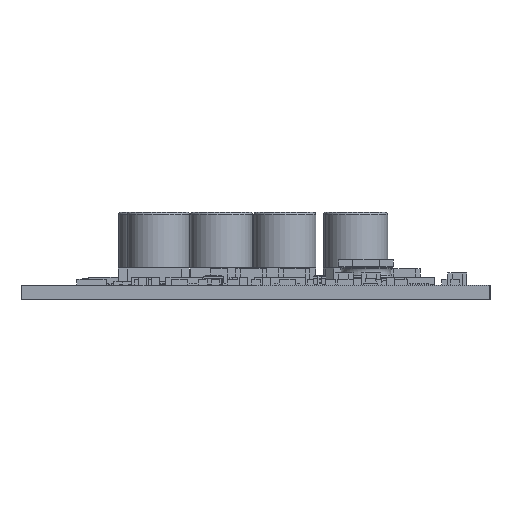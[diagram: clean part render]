
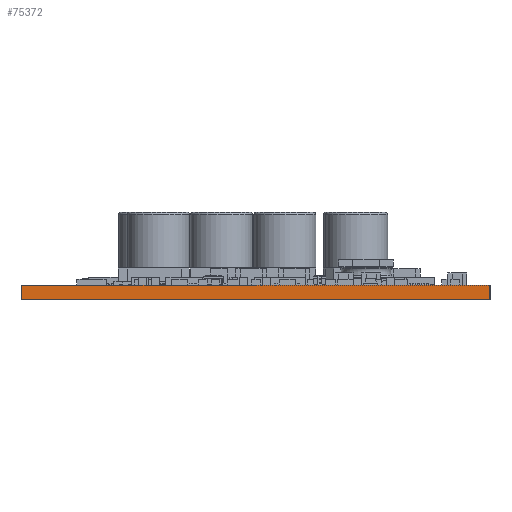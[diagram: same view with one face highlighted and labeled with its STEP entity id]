
A CAD part, left-side view. The second image highlights one B-rep face of the part: STEP entity #75372.
In plain terms, the highlighted planar face has unit normal (-1, 0, 0).
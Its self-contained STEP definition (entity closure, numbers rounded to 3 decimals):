
#2346 = EDGE_CURVE ( 'NONE', #12617, #50278, #140817, .T. ) ;
#8679 = AXIS2_PLACEMENT_3D ( 'NONE', #32835, #146218, #22381 ) ;
#9019 = VECTOR ( 'NONE', #101890, 1000. ) ;
#10901 = CARTESIAN_POINT ( 'NONE',  ( 0., 51.308, 1.575 ) ) ;
#12617 = VERTEX_POINT ( 'NONE', #109035 ) ;
#12676 = ORIENTED_EDGE ( 'NONE', *, *, #112196, .T. ) ;
#13953 = VERTEX_POINT ( 'NONE', #66365 ) ;
#16734 = FACE_OUTER_BOUND ( 'NONE', #86505, .T. ) ;
#22381 = DIRECTION ( 'NONE',  ( 0., 0., -1. ) ) ;
#24356 = CARTESIAN_POINT ( 'NONE',  ( 0., 51.308, 1.575 ) ) ;
#32835 = CARTESIAN_POINT ( 'NONE',  ( 0., 51.308, 1.575 ) ) ;
#37306 = ORIENTED_EDGE ( 'NONE', *, *, #119566, .T. ) ;
#43794 = PLANE ( 'NONE',  #8679 ) ;
#47136 = VERTEX_POINT ( 'NONE', #24356 ) ;
#49404 = CARTESIAN_POINT ( 'NONE',  ( 0., 51.308, 0. ) ) ;
#49789 = ORIENTED_EDGE ( 'NONE', *, *, #123512, .F. ) ;
#50278 = VERTEX_POINT ( 'NONE', #66315 ) ;
#56701 = CARTESIAN_POINT ( 'NONE',  ( 0., 51.308, 1.575 ) ) ;
#66315 = CARTESIAN_POINT ( 'NONE',  ( 0., 0., 0. ) ) ;
#66365 = CARTESIAN_POINT ( 'NONE',  ( 0., 51.308, 0. ) ) ;
#75372 = ADVANCED_FACE ( 'NONE', ( #16734 ), #43794, .F. ) ;
#78871 = DIRECTION ( 'NONE',  ( 0., 0., -1. ) ) ;
#81771 = LINE ( 'NONE', #49404, #138725 ) ;
#84862 = VECTOR ( 'NONE', #147219, 1000. ) ;
#86505 = EDGE_LOOP ( 'NONE', ( #12676, #122557, #49789, #37306 ) ) ;
#90315 = CARTESIAN_POINT ( 'NONE',  ( 0., 0., 1.575 ) ) ;
#101890 = DIRECTION ( 'NONE',  ( 0., 0., -1. ) ) ;
#104371 = LINE ( 'NONE', #56701, #84862 ) ;
#109035 = CARTESIAN_POINT ( 'NONE',  ( 0., 0., 1.575 ) ) ;
#112196 = EDGE_CURVE ( 'NONE', #13953, #50278, #81771, .T. ) ;
#119566 = EDGE_CURVE ( 'NONE', #47136, #13953, #130061, .T. ) ;
#122557 = ORIENTED_EDGE ( 'NONE', *, *, #2346, .F. ) ;
#123512 = EDGE_CURVE ( 'NONE', #47136, #12617, #104371, .T. ) ;
#130061 = LINE ( 'NONE', #10901, #9019 ) ;
#131432 = DIRECTION ( 'NONE',  ( 0., -1., 0. ) ) ;
#133682 = VECTOR ( 'NONE', #78871, 1000. ) ;
#138725 = VECTOR ( 'NONE', #131432, 1000. ) ;
#140817 = LINE ( 'NONE', #90315, #133682 ) ;
#146218 = DIRECTION ( 'NONE',  ( 1., 0., 0. ) ) ;
#147219 = DIRECTION ( 'NONE',  ( 0., -1., 0. ) ) ;
